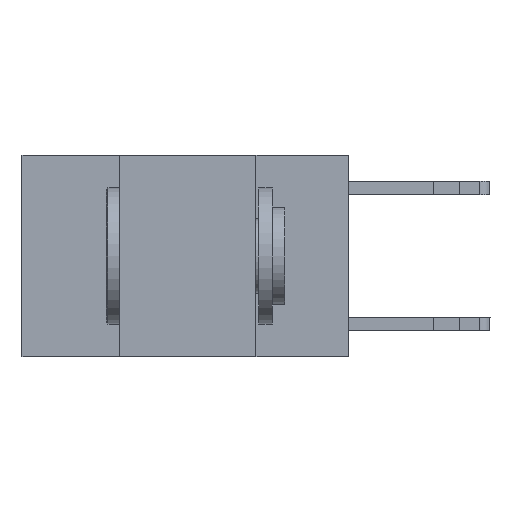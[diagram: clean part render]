
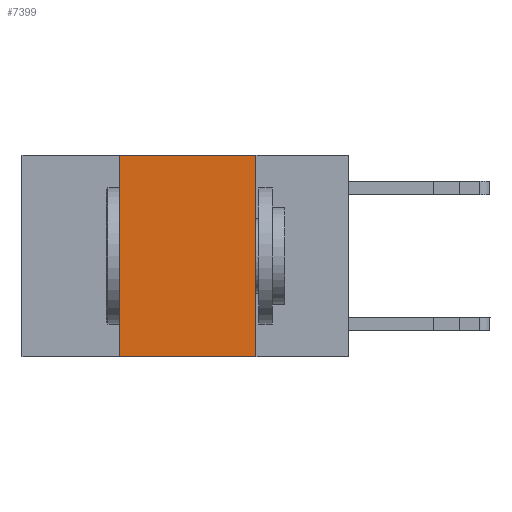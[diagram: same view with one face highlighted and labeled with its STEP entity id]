
A CAD part, left-side view. The second image highlights one B-rep face of the part: STEP entity #7399.
In plain terms, the highlighted planar face has unit normal (-1, 0, 0).
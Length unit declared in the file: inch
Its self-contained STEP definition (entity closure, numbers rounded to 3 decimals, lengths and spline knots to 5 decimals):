
#639 = DIRECTION ( 'NONE',  ( 0., -1., 0. ) ) ;
#1015 = VECTOR ( 'NONE', #10681, 39.37008 ) ;
#1141 = CARTESIAN_POINT ( 'NONE',  ( 0., 0.42, 0. ) ) ;
#1333 = LINE ( 'NONE', #9649, #1015 ) ;
#1569 = CARTESIAN_POINT ( 'NONE',  ( 0., 0.17, 0. ) ) ;
#1665 = DIRECTION ( 'NONE',  ( 0., -1., 0. ) ) ;
#1963 = CARTESIAN_POINT ( 'NONE',  ( 0., 0.42, -0.37 ) ) ;
#2323 = VECTOR ( 'NONE', #1665, 39.37008 ) ;
#2635 = ORIENTED_EDGE ( 'NONE', *, *, #9935, .F. ) ;
#3196 = ORIENTED_EDGE ( 'NONE', *, *, #12588, .F. ) ;
#3289 = EDGE_CURVE ( 'NONE', #13410, #8010, #5322, .T. ) ;
#3969 = DIRECTION ( 'NONE',  ( 1., 0., 0. ) ) ;
#4026 = VECTOR ( 'NONE', #12856, 39.37008 ) ;
#4379 = LINE ( 'NONE', #8827, #4026 ) ;
#5322 = LINE ( 'NONE', #13245, #10610 ) ;
#5455 = ORIENTED_EDGE ( 'NONE', *, *, #3289, .F. ) ;
#7029 = CARTESIAN_POINT ( 'NONE',  ( 0., 0.17, -0.37 ) ) ;
#7148 = CARTESIAN_POINT ( 'NONE',  ( 0., 0.6, -0.37 ) ) ;
#7302 = VERTEX_POINT ( 'NONE', #7029 ) ;
#7399 = ADVANCED_FACE ( 'NONE', ( #10071 ), #10412, .F. ) ;
#8010 = VERTEX_POINT ( 'NONE', #1569 ) ;
#8295 = CARTESIAN_POINT ( 'NONE',  ( 0., 0.6, 0. ) ) ;
#8363 = ORIENTED_EDGE ( 'NONE', *, *, #10359, .T. ) ;
#8827 = CARTESIAN_POINT ( 'NONE',  ( 0., 0.42, 0. ) ) ;
#9649 = CARTESIAN_POINT ( 'NONE',  ( 0., 0.17, 0. ) ) ;
#9807 = AXIS2_PLACEMENT_3D ( 'NONE', #8295, #3969, #11417 ) ;
#9935 = EDGE_CURVE ( 'NONE', #8010, #7302, #1333, .T. ) ;
#10071 = FACE_OUTER_BOUND ( 'NONE', #13114, .T. ) ;
#10359 = EDGE_CURVE ( 'NONE', #10998, #7302, #13508, .T. ) ;
#10412 = PLANE ( 'NONE',  #9807 ) ;
#10610 = VECTOR ( 'NONE', #639, 39.37008 ) ;
#10681 = DIRECTION ( 'NONE',  ( 0., 0., -1. ) ) ;
#10998 = VERTEX_POINT ( 'NONE', #1963 ) ;
#11417 = DIRECTION ( 'NONE',  ( 0., 0., -1. ) ) ;
#12588 = EDGE_CURVE ( 'NONE', #10998, #13410, #4379, .T. ) ;
#12856 = DIRECTION ( 'NONE',  ( 0., 0., 1. ) ) ;
#13114 = EDGE_LOOP ( 'NONE', ( #2635, #5455, #3196, #8363 ) ) ;
#13245 = CARTESIAN_POINT ( 'NONE',  ( 0., 0.6, 0. ) ) ;
#13410 = VERTEX_POINT ( 'NONE', #1141 ) ;
#13508 = LINE ( 'NONE', #7148, #2323 ) ;
